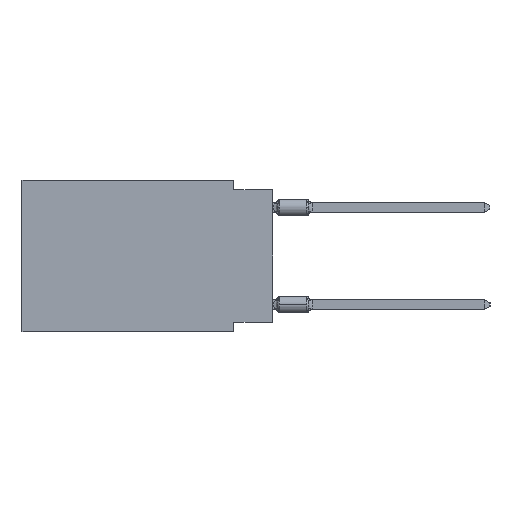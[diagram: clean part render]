
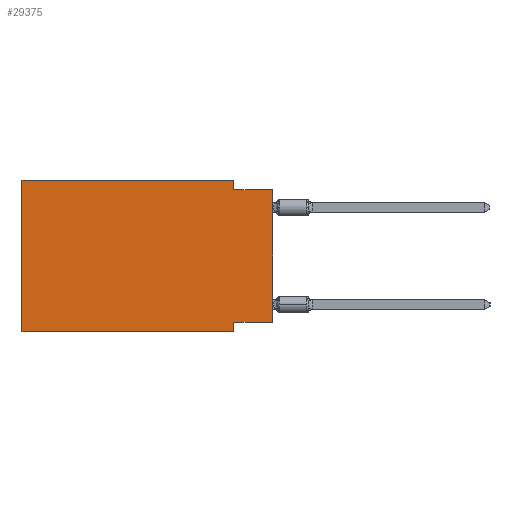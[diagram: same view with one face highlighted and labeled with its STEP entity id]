
A CAD part, left-side view. The second image highlights one B-rep face of the part: STEP entity #29375.
In plain terms, the highlighted planar face has unit normal (-1, 0, 0).
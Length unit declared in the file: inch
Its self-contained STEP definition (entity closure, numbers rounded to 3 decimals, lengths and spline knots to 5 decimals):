
#1049 = CARTESIAN_POINT ( 'NONE',  ( 0., 0.645, -0.39 ) ) ;
#1272 = VECTOR ( 'NONE', #26908, 39.37008 ) ;
#1404 = LINE ( 'NONE', #33055, #18247 ) ;
#1454 = VERTEX_POINT ( 'NONE', #23876 ) ;
#2052 = EDGE_LOOP ( 'NONE', ( #4490, #17514, #30540, #15098, #27752, #19002, #25568, #8836 ) ) ;
#2128 = EDGE_CURVE ( 'NONE', #13531, #29878, #25508, .T. ) ;
#2723 = DIRECTION ( 'NONE',  ( 0., 0., -1. ) ) ;
#2853 = EDGE_CURVE ( 'NONE', #5593, #21690, #21076, .T. ) ;
#2863 = CARTESIAN_POINT ( 'NONE',  ( 0., 0.1, -0.39 ) ) ;
#3504 = DIRECTION ( 'NONE',  ( 0., -1., 0. ) ) ;
#4490 = ORIENTED_EDGE ( 'NONE', *, *, #13174, .T. ) ;
#4953 = CARTESIAN_POINT ( 'NONE',  ( 0., 0.645, 0. ) ) ;
#5370 = VECTOR ( 'NONE', #25723, 39.37008 ) ;
#5593 = VERTEX_POINT ( 'NONE', #6035 ) ;
#5806 = VECTOR ( 'NONE', #7654, 39.37008 ) ;
#6035 = CARTESIAN_POINT ( 'NONE',  ( 0., 0.1, -0.365 ) ) ;
#6302 = EDGE_CURVE ( 'NONE', #1454, #29754, #24967, .T. ) ;
#7609 = CARTESIAN_POINT ( 'NONE',  ( 0., 0., -0.365 ) ) ;
#7654 = DIRECTION ( 'NONE',  ( 0., 0., -1. ) ) ;
#8289 = CARTESIAN_POINT ( 'NONE',  ( 0., 0.1, -0.39 ) ) ;
#8836 = ORIENTED_EDGE ( 'NONE', *, *, #21488, .F. ) ;
#10261 = CARTESIAN_POINT ( 'NONE',  ( 0., 0., -0.365 ) ) ;
#10541 = LINE ( 'NONE', #7609, #28329 ) ;
#11919 = VERTEX_POINT ( 'NONE', #10261 ) ;
#12458 = DIRECTION ( 'NONE',  ( 0., -1., 0. ) ) ;
#12665 = VECTOR ( 'NONE', #12458, 39.37008 ) ;
#12792 = CARTESIAN_POINT ( 'NONE',  ( 0., 0.645, 0. ) ) ;
#13032 = FACE_OUTER_BOUND ( 'NONE', #2052, .T. ) ;
#13174 = EDGE_CURVE ( 'NONE', #11919, #29754, #24485, .T. ) ;
#13531 = VERTEX_POINT ( 'NONE', #24273 ) ;
#14974 = DIRECTION ( 'NONE',  ( 0., 1., 0. ) ) ;
#15017 = LINE ( 'NONE', #31235, #5806 ) ;
#15098 = ORIENTED_EDGE ( 'NONE', *, *, #2128, .F. ) ;
#15401 = AXIS2_PLACEMENT_3D ( 'NONE', #4953, #15409, #2723 ) ;
#15409 = DIRECTION ( 'NONE',  ( 1., 0., 0. ) ) ;
#16065 = CARTESIAN_POINT ( 'NONE',  ( 0., 0., -0.025 ) ) ;
#17514 = ORIENTED_EDGE ( 'NONE', *, *, #6302, .F. ) ;
#18247 = VECTOR ( 'NONE', #22538, 39.37008 ) ;
#18295 = CARTESIAN_POINT ( 'NONE',  ( 0., 0., -0.025 ) ) ;
#19002 = ORIENTED_EDGE ( 'NONE', *, *, #19679, .T. ) ;
#19257 = CARTESIAN_POINT ( 'NONE',  ( 0., 0.1, 0. ) ) ;
#19588 = EDGE_CURVE ( 'NONE', #29878, #1454, #15017, .T. ) ;
#19679 = EDGE_CURVE ( 'NONE', #27812, #21690, #29158, .T. ) ;
#21076 = LINE ( 'NONE', #2863, #5370 ) ;
#21488 = EDGE_CURVE ( 'NONE', #11919, #5593, #10541, .T. ) ;
#21690 = VERTEX_POINT ( 'NONE', #8289 ) ;
#22538 = DIRECTION ( 'NONE',  ( 0., 0., 1. ) ) ;
#23876 = CARTESIAN_POINT ( 'NONE',  ( 0., 0.1, -0.025 ) ) ;
#24273 = CARTESIAN_POINT ( 'NONE',  ( 0., 0.645, 0. ) ) ;
#24485 = LINE ( 'NONE', #32774, #24558 ) ;
#24558 = VECTOR ( 'NONE', #27044, 39.37008 ) ;
#24942 = VECTOR ( 'NONE', #3504, 39.37008 ) ;
#24967 = LINE ( 'NONE', #16065, #1272 ) ;
#25508 = LINE ( 'NONE', #12792, #12665 ) ;
#25568 = ORIENTED_EDGE ( 'NONE', *, *, #2853, .F. ) ;
#25723 = DIRECTION ( 'NONE',  ( 0., 0., -1. ) ) ;
#26908 = DIRECTION ( 'NONE',  ( 0., -1., 0. ) ) ;
#27044 = DIRECTION ( 'NONE',  ( 0., 0., 1. ) ) ;
#27752 = ORIENTED_EDGE ( 'NONE', *, *, #32214, .F. ) ;
#27812 = VERTEX_POINT ( 'NONE', #1049 ) ;
#28329 = VECTOR ( 'NONE', #14974, 39.37008 ) ;
#28514 = PLANE ( 'NONE',  #15401 ) ;
#28981 = CARTESIAN_POINT ( 'NONE',  ( 0., 0.645, -0.39 ) ) ;
#29158 = LINE ( 'NONE', #28981, #24942 ) ;
#29375 = ADVANCED_FACE ( 'NONE', ( #13032 ), #28514, .F. ) ;
#29754 = VERTEX_POINT ( 'NONE', #18295 ) ;
#29878 = VERTEX_POINT ( 'NONE', #19257 ) ;
#30540 = ORIENTED_EDGE ( 'NONE', *, *, #19588, .F. ) ;
#31235 = CARTESIAN_POINT ( 'NONE',  ( 0., 0.1, 0. ) ) ;
#32214 = EDGE_CURVE ( 'NONE', #27812, #13531, #1404, .T. ) ;
#32774 = CARTESIAN_POINT ( 'NONE',  ( 0., 0., 0. ) ) ;
#33055 = CARTESIAN_POINT ( 'NONE',  ( 0., 0.645, 0. ) ) ;
